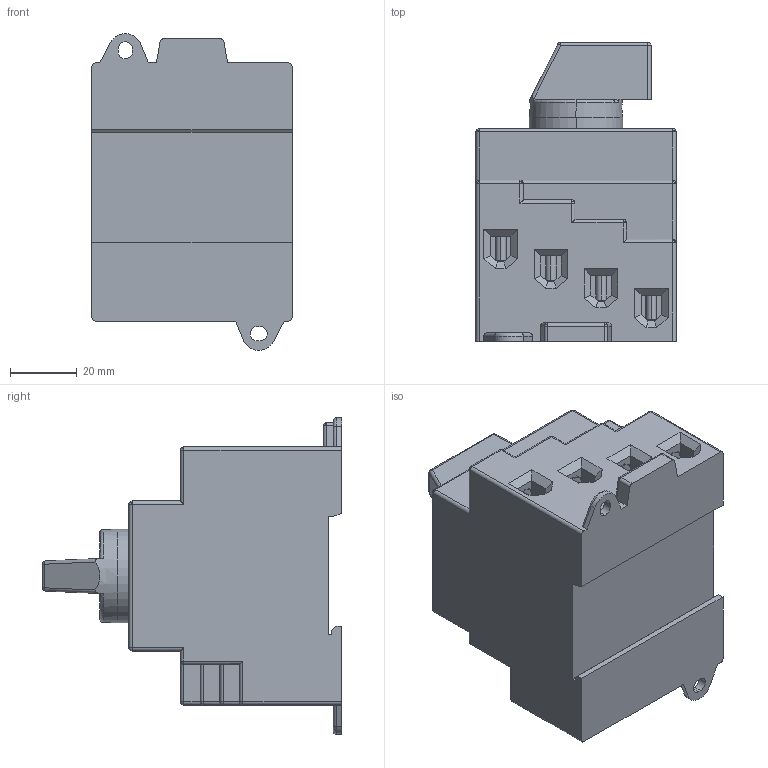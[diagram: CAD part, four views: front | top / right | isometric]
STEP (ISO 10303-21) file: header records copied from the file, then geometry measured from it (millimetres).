
FILE_DESCRIPTION((''),'2;1');
FILE_NAME('004660063_3DFILE_ASM','2022-01-10T11:28:50',('marketing.praksa'),('Audax d.o.o.'),'CREO PARAMETRIC BY PTC INC, 2021304','CREO PARAMETRIC BY PTC INC, 2021304','');
FILE_SCHEMA(('AP242_MANAGED_MODEL_BASED_3D_ENGINEERING_MIM_LF { 1 0 10303 442 1 1 4 }'));
Length unit declared in the file: millimetre
Products named in the file (5): G2_48X48_NUR_GRIFF; DUMMIE_SCHALTERKRP0002; 64_SCREW_1_1; PRT9566; 004660063_3DFILE_ASM
Assembly tree (11 placements, depth 2):
  004660063_3DFILE_ASM
    G2_48X48_NUR_GRIFF
    DUMMIE_SCHALTERKRP0002
    64_SCREW_1_1  x8
    PRT9566
Bounding box: 60 x 89.7 x 95 mm (x, y, z)
Volume: 247999.3 mm3; surface area: 36666.3 mm2
Topology: 13 solids, 14 shells, 806 faces, 2150 edges, 1350 vertices
Faces by surface type: plane 377, cylinder 229, cone 66, torus 54, sphere 48, bspline 32
Entity records: 22180 total; most frequent: CARTESIAN_POINT 3181, DIRECTION 2492, ORIENTED_EDGE 2412, PRESENTATION_STYLE_ASSIGNMENT 1682, STYLED_ITEM 1682, CURVE_STYLE 1206, EDGE_CURVE 1206, AXIS2_PLACEMENT_3D 876
